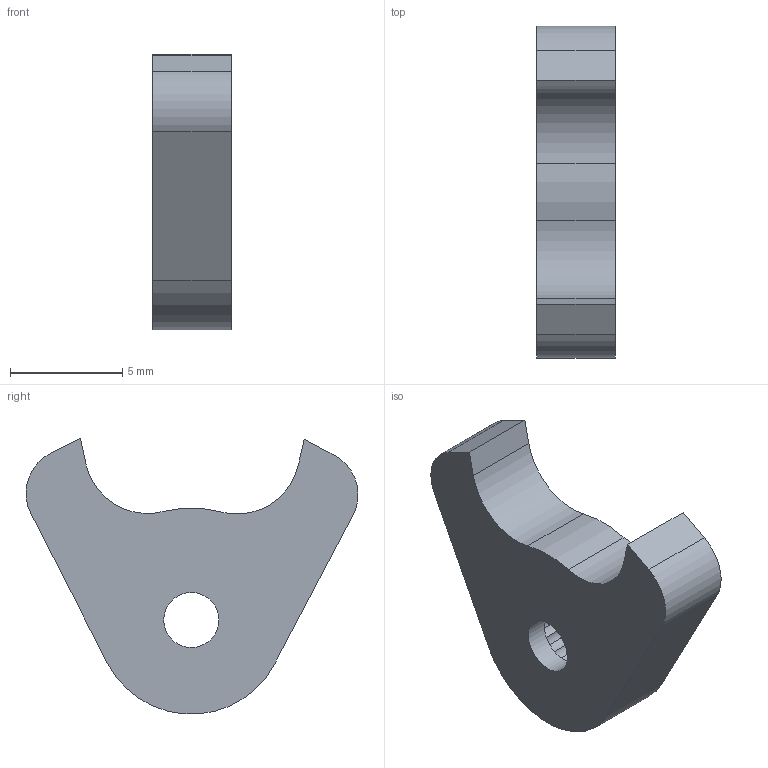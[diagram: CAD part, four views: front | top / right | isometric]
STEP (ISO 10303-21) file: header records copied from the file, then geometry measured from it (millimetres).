
FILE_DESCRIPTION(/* description */ (''),/* implementation_level */ '2;1');
FILE_NAME(/* name */ 'ServoArm.step',/* time_stamp */ '2023-07-22T22:16:18+02:00',/* author */ (''),/* organization */ (''),/* preprocessor_version */ 'ST-DEVELOPER v19.2',/* originating_system */ 'Autodesk Translation Framework v12.6.0.85',/* authorisation */ '');
FILE_SCHEMA (('AUTOMOTIVE_DESIGN { 1 0 10303 214 3 1 1 }'));
Length unit declared in the file: millimetre
Products named in the file (1): FusionComponent
Bounding box: 3.5 x 14.8 x 12.3 mm (x, y, z)
Volume: 306.7 mm3; surface area: 410.3 mm2
Topology: 1 solids, 1 shells, 56 faces, 159 edges, 106 vertices
Faces by surface type: cylinder 47, plane 9
Full cylindrical faces by diameter (mm): 2.459 x1
Entity records: 1914 total; most frequent: DIRECTION 367, CARTESIAN_POINT 322, ORIENTED_EDGE 318, EDGE_CURVE 159, AXIS2_PLACEMENT_3D 151, VERTEX_POINT 106, CIRCLE 94, LINE 65
